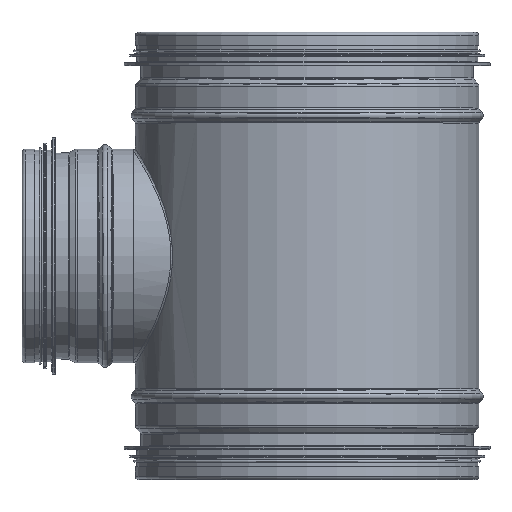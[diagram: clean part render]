
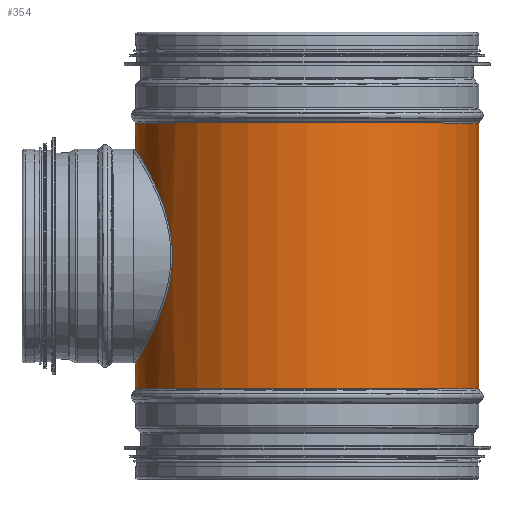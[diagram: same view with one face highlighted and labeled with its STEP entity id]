
A CAD part, top view. The second image highlights one B-rep face of the part: STEP entity #354.
In plain terms, the highlighted cylindrical face has radius 79.5 mm (diameter 159 mm), a full revolution.
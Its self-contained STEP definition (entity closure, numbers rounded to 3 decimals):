
#233=CARTESIAN_POINT('',(-62.286,103.,49.404));
#234=VERTEX_POINT('',#233);
#273=CARTESIAN_POINT('',(-62.285,103.,49.404));
#274=CARTESIAN_POINT('',(-62.285,106.852,49.404));
#275=CARTESIAN_POINT('',(-63.005,114.555,48.514));
#276=CARTESIAN_POINT('',(-66.751,128.72,43.464));
#277=CARTESIAN_POINT('',(-72.185,140.243,34.348));
#278=CARTESIAN_POINT('',(-75.882,146.918,24.069));
#279=CARTESIAN_POINT('',(-78.25,150.992,15.052));
#280=CARTESIAN_POINT('',(-79.906,153.679,3.89));
#281=CARTESIAN_POINT('',(-79.142,152.457,-11.527));
#282=CARTESIAN_POINT('',(-75.711,146.725,-25.458));
#283=CARTESIAN_POINT('',(-70.773,137.447,-36.773));
#284=CARTESIAN_POINT('',(-65.705,125.364,-44.99));
#285=CARTESIAN_POINT('',(-62.146,110.865,-49.59));
#286=CARTESIAN_POINT('',(-62.146,95.135,-49.59));
#287=CARTESIAN_POINT('',(-65.705,80.637,-44.99));
#288=CARTESIAN_POINT('',(-70.772,68.552,-36.772));
#289=CARTESIAN_POINT('',(-75.712,59.275,-25.458));
#290=CARTESIAN_POINT('',(-79.14,53.544,-11.528));
#291=CARTESIAN_POINT('',(-79.91,52.319,3.89));
#292=CARTESIAN_POINT('',(-77.692,55.905,18.775));
#293=CARTESIAN_POINT('',(-72.632,64.798,33.59));
#294=CARTESIAN_POINT('',(-66.754,77.279,43.463));
#295=CARTESIAN_POINT('',(-63.005,91.445,48.514));
#296=CARTESIAN_POINT('',(-62.285,99.148,49.404));
#297=CARTESIAN_POINT('',(-62.285,103.,49.404));
#298=B_SPLINE_CURVE_WITH_KNOTS('',3,(#273,#274,#275,#276,#277,#278,#279,#280,#281,#282,#283,#284,#285,#286,#287,#288,#289,#290,#291,#292,#293,#294,#295,#296,#297),.UNSPECIFIED.,.T.,.U.,(4,1,1,1,1,1,1,1,1,1,1,1,1,1,1,1,1,1,1,1,1,1,4),(-30.549,-29.458,-28.367,-26.185,-25.094,-24.731,-23.276,-21.821,-20.366,-18.912,-17.457,-16.002,-14.547,-13.093,-11.638,-10.183,-8.728,-7.274,-5.819,-4.364,-2.182,-1.091,0.0),.UNSPECIFIED.);
#299=EDGE_CURVE('',#234,#234,#298,.T.);
#324=CARTESIAN_POINT('',(0.0,72.25,0.0));
#325=DIRECTION('',(0.0,-1.0,0.0));
#326=DIRECTION('',(1.0,0.0,0.0));
#327=AXIS2_PLACEMENT_3D('',#324,#325,#326);
#328=CYLINDRICAL_SURFACE('',#327,79.5);
#329=CARTESIAN_POINT('',(79.5,164.5,0.0));
#330=VERTEX_POINT('',#329);
#331=CARTESIAN_POINT('',(0.0,164.5,0.0));
#332=DIRECTION('',(0.0,-1.0,0.0));
#333=DIRECTION('',(1.0,0.0,0.0));
#334=AXIS2_PLACEMENT_3D('',#331,#332,#333);
#335=CIRCLE('',#334,79.5);
#336=EDGE_CURVE('',#330,#330,#335,.T.);
#337=ORIENTED_EDGE('',*,*,#336,.T.);
#338=EDGE_LOOP('',(#337));
#339=FACE_OUTER_BOUND('',#338,.T.);
#340=CARTESIAN_POINT('',(79.5,41.5,0.0));
#341=VERTEX_POINT('',#340);
#342=CARTESIAN_POINT('',(0.0,41.5,0.0));
#343=DIRECTION('',(0.0,-1.0,0.0));
#344=DIRECTION('',(1.0,0.0,0.0));
#345=AXIS2_PLACEMENT_3D('',#342,#343,#344);
#346=CIRCLE('',#345,79.5);
#347=EDGE_CURVE('',#341,#341,#346,.T.);
#348=ORIENTED_EDGE('',*,*,#347,.F.);
#349=EDGE_LOOP('',(#348));
#350=FACE_BOUND('',#349,.T.);
#351=ORIENTED_EDGE('',*,*,#299,.F.);
#352=EDGE_LOOP('',(#351));
#353=FACE_BOUND('',#352,.T.);
#354=ADVANCED_FACE('',(#339,#350,#353),#328,.T.);
